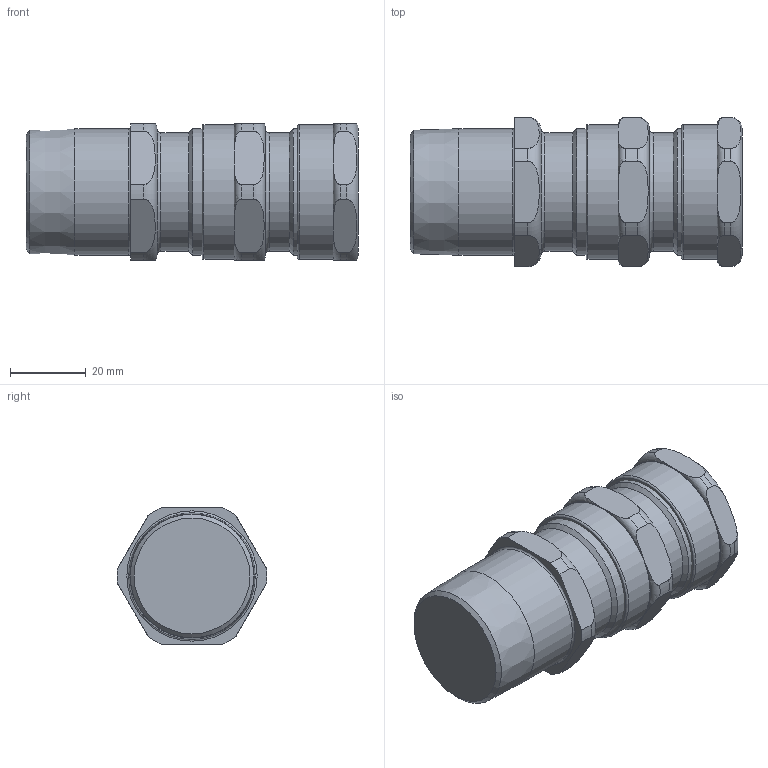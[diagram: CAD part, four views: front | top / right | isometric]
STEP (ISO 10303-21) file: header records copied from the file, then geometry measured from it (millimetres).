
FILE_DESCRIPTION(/* description */ (''),/* implementation_level */ '2;1');
FILE_NAME(/* name */ '123 A_3_4 NPT.stp',/* time_stamp */ '2021-04-27T16:10:28+06:00',/* author */ ('vinaykumark'),/* organization */ (''),/* preprocessor_version */ 'ST-DEVELOPER v18',/* originating_system */ 'Autodesk Inventor 2020',/* authorisation */ '');
FILE_SCHEMA (('AUTOMOTIVE_DESIGN { 1 0 10303 214 3 1 1 }'));
Length unit declared in the file: inch
Products named in the file (1): 123 A_3_4 NPT
Bounding box: 87.71 x 39.48 x 36 mm (x, y, z)
Surface area: 43329.4 mm2
Topology: 16 solids, 16 shells, 368 faces, 1025 edges, 698 vertices
Faces by surface type: plane 150, torus 89, cylinder 83, cone 46
Full cylindrical faces by diameter (mm): 14.3 x2, 20.2 x2, 20.75 x2, 20.9 x4, 23 x2, 23.3 x2, 25.4 x2, 26.67 x1, 27.25 x2, 27.9 x4, 28.55 x2, 30.5 x2, 31.2 x2, 33.33 x1, 33.337 x1, 33.4 x1, 35.65 x2
Entity records: 14482 total; most frequent: CARTESIAN_POINT 4438, DIRECTION 2106, ORIENTED_EDGE 2050, EDGE_CURVE 1025, AXIS2_PLACEMENT_3D 920, VERTEX_POINT 698, CIRCLE 551, EDGE_LOOP 385
